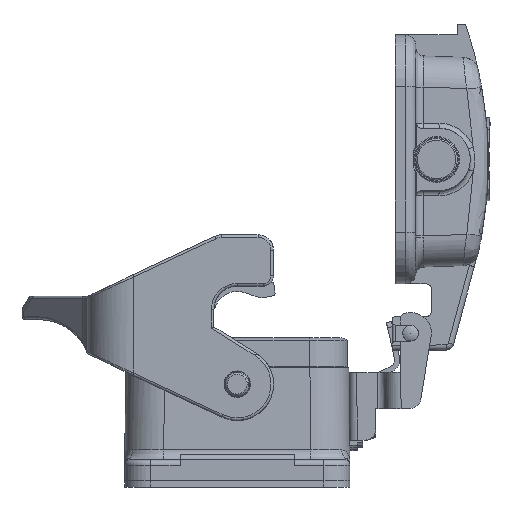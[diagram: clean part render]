
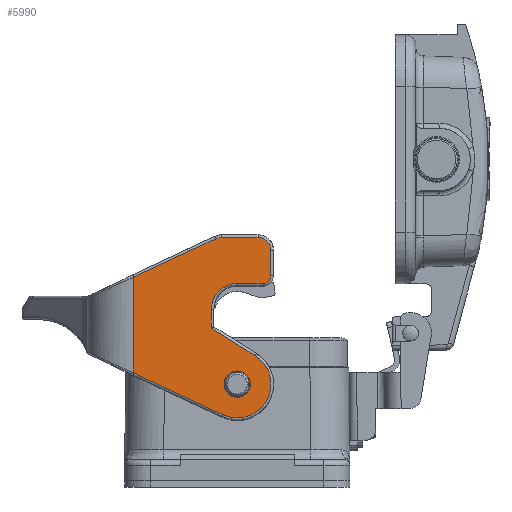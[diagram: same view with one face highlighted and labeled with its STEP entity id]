
A CAD part, left-side view. The second image highlights one B-rep face of the part: STEP entity #5990.
In plain terms, the highlighted planar face has unit normal (-1, 0, 0).
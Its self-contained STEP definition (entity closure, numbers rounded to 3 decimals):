
#4150=FACE_BOUND('',#8557,.T.);
#4151=FACE_BOUND('',#8558,.T.);
#5203=CIRCLE('',#26429,6.5);
#5206=CIRCLE('',#26436,2.55);
#5207=CIRCLE('',#26437,5.);
#5208=CIRCLE('',#26438,1.5);
#5209=CIRCLE('',#26439,2.5);
#5210=CIRCLE('',#26440,2.5);
#5990=ADVANCED_FACE('',(#4150,#4151),#7041,.T.);
#7041=PLANE('',#26441);
#8557=EDGE_LOOP('',(#10350));
#8558=EDGE_LOOP('',(#10351,#10352,#10353,#10354,#10355,#10356,#10357,#10358,
#10359,#10360,#10361,#10362,#10363));
#10350=ORIENTED_EDGE('',*,*,#17148,.T.);
#10351=ORIENTED_EDGE('',*,*,#17149,.T.);
#10352=ORIENTED_EDGE('',*,*,#17150,.T.);
#10353=ORIENTED_EDGE('',*,*,#17151,.T.);
#10354=ORIENTED_EDGE('',*,*,#17152,.T.);
#10355=ORIENTED_EDGE('',*,*,#17153,.T.);
#10356=ORIENTED_EDGE('',*,*,#17154,.T.);
#10357=ORIENTED_EDGE('',*,*,#17155,.T.);
#10358=ORIENTED_EDGE('',*,*,#17156,.T.);
#10359=ORIENTED_EDGE('',*,*,#17157,.T.);
#10360=ORIENTED_EDGE('',*,*,#17158,.T.);
#10361=ORIENTED_EDGE('',*,*,#17147,.T.);
#10362=ORIENTED_EDGE('',*,*,#17131,.T.);
#10363=ORIENTED_EDGE('',*,*,#17159,.T.);
#15281=VERTEX_POINT('',#36020);
#15283=VERTEX_POINT('',#36024);
#15295=VERTEX_POINT('',#36089);
#15296=VERTEX_POINT('',#36093);
#15297=VERTEX_POINT('',#36095);
#15298=VERTEX_POINT('',#36096);
#15299=VERTEX_POINT('',#36098);
#15300=VERTEX_POINT('',#36100);
#15301=VERTEX_POINT('',#36102);
#15302=VERTEX_POINT('',#36104);
#15303=VERTEX_POINT('',#36106);
#15304=VERTEX_POINT('',#36108);
#15305=VERTEX_POINT('',#36110);
#15306=VERTEX_POINT('',#36112);
#17131=EDGE_CURVE('',#15281,#15283,#5203,.T.);
#17147=EDGE_CURVE('',#15295,#15281,#21708,.T.);
#17148=EDGE_CURVE('',#15296,#15296,#5206,.T.);
#17149=EDGE_CURVE('',#15297,#15298,#21709,.T.);
#17150=EDGE_CURVE('',#15298,#15299,#5207,.T.);
#17151=EDGE_CURVE('',#15299,#15300,#21710,.T.);
#17152=EDGE_CURVE('',#15300,#15301,#5208,.T.);
#17153=EDGE_CURVE('',#15301,#15302,#21711,.T.);
#17154=EDGE_CURVE('',#15302,#15303,#5209,.T.);
#17155=EDGE_CURVE('',#15303,#15304,#21712,.T.);
#17156=EDGE_CURVE('',#15304,#15305,#5210,.T.);
#17157=EDGE_CURVE('',#15305,#15306,#21713,.T.);
#17158=EDGE_CURVE('',#15306,#15295,#21714,.T.);
#17159=EDGE_CURVE('',#15283,#15297,#21715,.T.);
#21708=LINE('',#36090,#23284);
#21709=LINE('',#36094,#23285);
#21710=LINE('',#36099,#23286);
#21711=LINE('',#36103,#23287);
#21712=LINE('',#36107,#23288);
#21713=LINE('',#36111,#23289);
#21714=LINE('',#36113,#23290);
#21715=LINE('',#36114,#23291);
#23284=VECTOR('',#28798,1.);
#23285=VECTOR('',#28803,1.);
#23286=VECTOR('',#28806,1.);
#23287=VECTOR('',#28809,1.);
#23288=VECTOR('',#28812,1.);
#23289=VECTOR('',#28815,1.);
#23290=VECTOR('',#28816,1.);
#23291=VECTOR('',#28817,1.);
#26429=AXIS2_PLACEMENT_3D('',#36025,#28774,#28775);
#26436=AXIS2_PLACEMENT_3D('',#36092,#28801,#28802);
#26437=AXIS2_PLACEMENT_3D('',#36097,#28804,#28805);
#26438=AXIS2_PLACEMENT_3D('',#36101,#28807,#28808);
#26439=AXIS2_PLACEMENT_3D('',#36105,#28810,#28811);
#26440=AXIS2_PLACEMENT_3D('',#36109,#28813,#28814);
#26441=AXIS2_PLACEMENT_3D('',#36115,#28818,#28819);
#28774=DIRECTION('',(-1.,0.,0.));
#28775=DIRECTION('',(0.,0.423,-0.906));
#28798=DIRECTION('',(0.,-0.906,-0.423));
#28801=DIRECTION('',(1.,0.,0.));
#28802=DIRECTION('',(0.,-1.,0.));
#28803=DIRECTION('',(0.,0.,1.));
#28804=DIRECTION('',(1.,0.,0.));
#28805=DIRECTION('',(0.,1.,0.));
#28806=DIRECTION('',(0.,-1.,0.));
#28807=DIRECTION('',(-1.,0.,0.));
#28808=DIRECTION('',(0.,0.,-1.));
#28809=DIRECTION('',(0.,0.,1.));
#28810=DIRECTION('',(-1.,0.,0.));
#28811=DIRECTION('',(0.,-1.,0.));
#28812=DIRECTION('',(0.,1.,0.));
#28813=DIRECTION('',(-1.,0.,0.));
#28814=DIRECTION('',(0.,0.,1.));
#28815=DIRECTION('',(0.,0.906,-0.423));
#28816=DIRECTION('',(0.,0.,-1.));
#28817=DIRECTION('',(0.,0.848,0.53));
#28818=DIRECTION('',(-1.,0.,0.));
#28819=DIRECTION('',(0.,0.,1.));
#36020=CARTESIAN_POINT('',(-67.7,2.747,-3.341));
#36024=CARTESIAN_POINT('',(-67.7,-3.444,8.062));
#36025=CARTESIAN_POINT('',(-67.7,0.,2.55));
#36089=CARTESIAN_POINT('',(-67.7,20.,4.704));
#36090=CARTESIAN_POINT('',(-67.7,20.,4.704));
#36092=CARTESIAN_POINT('',(-67.7,0.,2.55));
#36093=CARTESIAN_POINT('',(-67.7,-2.55,2.55));
#36094=CARTESIAN_POINT('',(-67.7,5.,13.339));
#36095=CARTESIAN_POINT('',(-67.7,5.,13.339));
#36096=CARTESIAN_POINT('',(-67.7,5.,16.95));
#36097=CARTESIAN_POINT('',(-67.7,0.,16.95));
#36098=CARTESIAN_POINT('',(-67.7,0.,21.95));
#36099=CARTESIAN_POINT('',(-67.7,0.,21.95));
#36100=CARTESIAN_POINT('',(-67.7,-5.,21.95));
#36101=CARTESIAN_POINT('',(-67.7,-5.,23.45));
#36102=CARTESIAN_POINT('',(-67.7,-6.5,23.45));
#36103=CARTESIAN_POINT('',(-67.7,-6.5,23.45));
#36104=CARTESIAN_POINT('',(-67.7,-6.5,28.35));
#36105=CARTESIAN_POINT('',(-67.7,-4.,28.35));
#36106=CARTESIAN_POINT('',(-67.7,-4.,30.85));
#36107=CARTESIAN_POINT('',(-67.7,-4.,30.85));
#36108=CARTESIAN_POINT('',(-67.7,3.03,30.85));
#36109=CARTESIAN_POINT('',(-67.7,3.03,28.35));
#36110=CARTESIAN_POINT('',(-67.7,4.086,30.616));
#36111=CARTESIAN_POINT('',(-67.7,4.086,30.616));
#36112=CARTESIAN_POINT('',(-67.7,20.,23.195));
#36113=CARTESIAN_POINT('',(-67.7,20.,23.195));
#36114=CARTESIAN_POINT('',(-67.7,-3.444,8.062));
#36115=CARTESIAN_POINT('',(-67.7,-7.9,-5.345));
